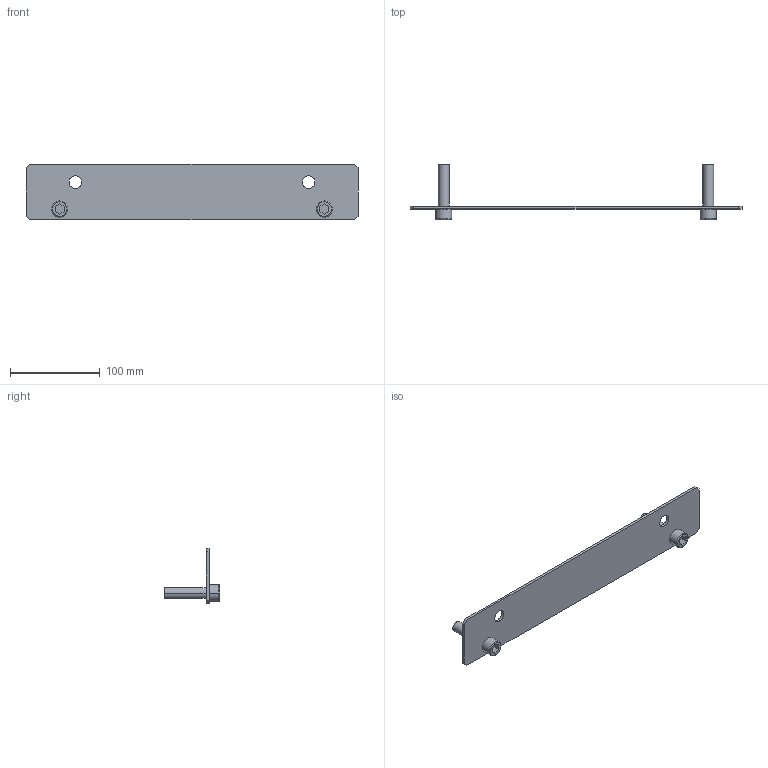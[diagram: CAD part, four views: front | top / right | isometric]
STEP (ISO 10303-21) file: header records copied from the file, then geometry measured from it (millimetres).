
FILE_DESCRIPTION((''),'2;1');
FILE_NAME('6465590101','2019-03-18T',('SESA6369'),('Schneider-Electric'),'PRO/ENGINEER BY PARAMETRIC TECHNOLOGY CORPORATION, 2015440','PRO/ENGINEER BY PARAMETRIC TECHNOLOGY CORPORATION, 2015440','');
FILE_SCHEMA(('CONFIG_CONTROL_DESIGN'));
Length unit declared in the file: millimetre
Products named in the file (1): 6465590101
Bounding box: 370 x 62 x 62 mm (x, y, z)
Volume: 83116.5 mm3; surface area: 53855.1 mm2
Topology: 1 solids, 1 shells, 54 faces, 124 edges, 80 vertices
Faces by surface type: plane 30, cylinder 16, cone 4, torus 4
Entity records: 1574 total; most frequent: DIRECTION 276, CARTESIAN_POINT 258, ORIENTED_EDGE 248, EDGE_CURVE 124, AXIS2_PLACEMENT_3D 98, VECTOR 80, LINE 80, VERTEX_POINT 80
